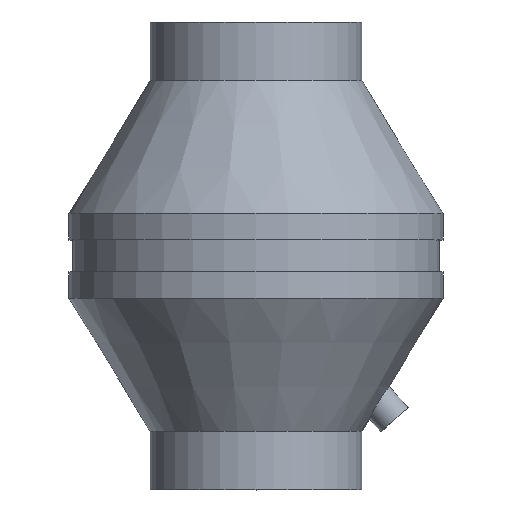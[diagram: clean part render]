
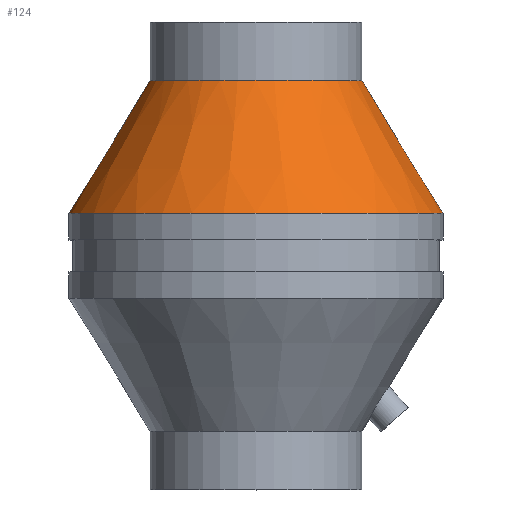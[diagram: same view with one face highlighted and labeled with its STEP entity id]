
A CAD part, top view. The second image highlights one B-rep face of the part: STEP entity #124.
In plain terms, the highlighted conical face has half-angle 31.404 degrees and reference radius 128 mm.
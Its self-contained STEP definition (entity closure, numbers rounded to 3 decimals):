
#124 = ADVANCED_FACE( '', ( #281, #282 ), #283, .T. );
#281 = FACE_BOUND( '', #456, .T. );
#282 = FACE_OUTER_BOUND( '', #457, .T. );
#283 = CONICAL_SURFACE( '', #458, 128., 0.548 );
#456 = EDGE_LOOP( '', ( #781 ) );
#457 = EDGE_LOOP( '', ( #782 ) );
#458 = AXIS2_PLACEMENT_3D( '', #783, #784, #785 );
#781 = ORIENTED_EDGE( '', *, *, #1025, .T. );
#782 = ORIENTED_EDGE( '', *, *, #1007, .F. );
#783 = CARTESIAN_POINT( '', ( 0., 189.092, 0. ) );
#784 = DIRECTION( '', ( 0., -1., 0. ) );
#785 = DIRECTION( '', ( 0., 0., -1. ) );
#1007 = EDGE_CURVE( '', #1222, #1222, #1223, .T. );
#1025 = EDGE_CURVE( '', #1249, #1249, #1250, .T. );
#1222 = VERTEX_POINT( '', #1778 );
#1223 = CIRCLE( '', #1779, 128. );
#1249 = VERTEX_POINT( '', #1810 );
#1250 = CIRCLE( '', #1811, 72.5 );
#1778 = CARTESIAN_POINT( '', ( 0., 189.092, -128. ) );
#1779 = AXIS2_PLACEMENT_3D( '', #2110, #2111, #2112 );
#1810 = CARTESIAN_POINT( '', ( 0., 280., -72.5 ) );
#1811 = AXIS2_PLACEMENT_3D( '', #2136, #2137, #2138 );
#2110 = CARTESIAN_POINT( '', ( 0., 189.092, 0. ) );
#2111 = DIRECTION( '', ( 0., -1., 0. ) );
#2112 = DIRECTION( '', ( 0., 0., -1. ) );
#2136 = CARTESIAN_POINT( '', ( 0., 280., 0. ) );
#2137 = DIRECTION( '', ( 0., -1., 0. ) );
#2138 = DIRECTION( '', ( 0., 0., -1. ) );
